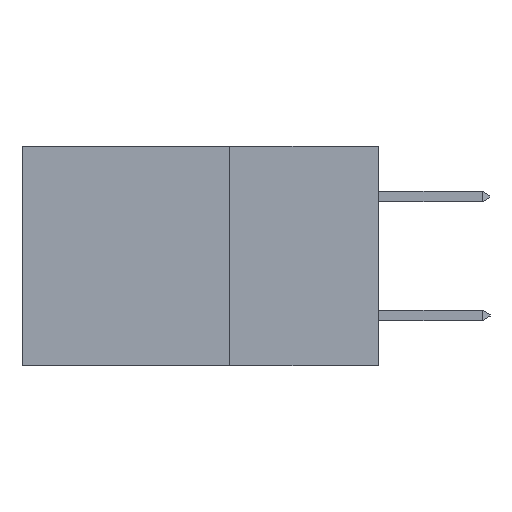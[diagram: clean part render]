
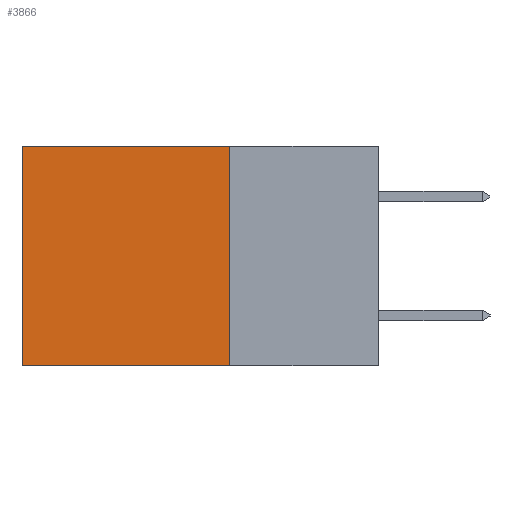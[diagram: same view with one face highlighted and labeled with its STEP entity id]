
A CAD part, left-side view. The second image highlights one B-rep face of the part: STEP entity #3866.
In plain terms, the highlighted planar face has unit normal (-1, 0, 0).
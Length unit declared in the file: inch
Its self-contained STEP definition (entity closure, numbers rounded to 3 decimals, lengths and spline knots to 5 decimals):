
#381 = CARTESIAN_POINT ( 'NONE',  ( 0.2615, 0.25, 0. ) ) ;
#1204 = VERTEX_POINT ( 'NONE', #2813 ) ;
#1437 = VECTOR ( 'NONE', #3414, 39.37008 ) ;
#1655 = VERTEX_POINT ( 'NONE', #381 ) ;
#1775 = VERTEX_POINT ( 'NONE', #7472 ) ;
#2506 = EDGE_CURVE ( 'NONE', #1655, #4821, #15800, .T. ) ;
#2755 = DIRECTION ( 'NONE',  ( 0., 1., 0. ) ) ;
#2813 = CARTESIAN_POINT ( 'NONE',  ( 0.2615, 0.6, -0.37 ) ) ;
#2824 = LINE ( 'NONE', #10738, #13369 ) ;
#3270 = ORIENTED_EDGE ( 'NONE', *, *, #14977, .F. ) ;
#3414 = DIRECTION ( 'NONE',  ( 0., 0., -1. ) ) ;
#3433 = CARTESIAN_POINT ( 'NONE',  ( 0.2615, 0.25, -0.37 ) ) ;
#3866 = ADVANCED_FACE ( 'NONE', ( #4237 ), #11683, .F. ) ;
#4237 = FACE_OUTER_BOUND ( 'NONE', #7685, .T. ) ;
#4776 = ORIENTED_EDGE ( 'NONE', *, *, #2506, .F. ) ;
#4821 = VERTEX_POINT ( 'NONE', #13394 ) ;
#4879 = ORIENTED_EDGE ( 'NONE', *, *, #15623, .T. ) ;
#5850 = DIRECTION ( 'NONE',  ( 0., 0., -1. ) ) ;
#6134 = DIRECTION ( 'NONE',  ( 0., 1., 0. ) ) ;
#6210 = CARTESIAN_POINT ( 'NONE',  ( 0.2615, 0.25, -0.37 ) ) ;
#7472 = CARTESIAN_POINT ( 'NONE',  ( 0.2615, 0.6, 0. ) ) ;
#7685 = EDGE_LOOP ( 'NONE', ( #4879, #3270, #4776, #11684 ) ) ;
#10012 = CARTESIAN_POINT ( 'NONE',  ( 0.2615, 0.6, -0.37 ) ) ;
#10672 = DIRECTION ( 'NONE',  ( 0., 0., -1. ) ) ;
#10738 = CARTESIAN_POINT ( 'NONE',  ( 0.2615, 0.25, 0. ) ) ;
#10786 = DIRECTION ( 'NONE',  ( 1., 0., 0. ) ) ;
#11133 = VECTOR ( 'NONE', #5850, 39.37008 ) ;
#11683 = PLANE ( 'NONE',  #16702 ) ;
#11684 = ORIENTED_EDGE ( 'NONE', *, *, #11693, .T. ) ;
#11693 = EDGE_CURVE ( 'NONE', #1655, #1775, #2824, .T. ) ;
#12248 = LINE ( 'NONE', #3433, #14951 ) ;
#12746 = CARTESIAN_POINT ( 'NONE',  ( 0.2615, 0.25, -0.37 ) ) ;
#13369 = VECTOR ( 'NONE', #2755, 39.37008 ) ;
#13394 = CARTESIAN_POINT ( 'NONE',  ( 0.2615, 0.25, -0.37 ) ) ;
#14951 = VECTOR ( 'NONE', #6134, 39.37008 ) ;
#14977 = EDGE_CURVE ( 'NONE', #4821, #1204, #12248, .T. ) ;
#15526 = LINE ( 'NONE', #10012, #1437 ) ;
#15623 = EDGE_CURVE ( 'NONE', #1775, #1204, #15526, .T. ) ;
#15800 = LINE ( 'NONE', #6210, #11133 ) ;
#16702 = AXIS2_PLACEMENT_3D ( 'NONE', #12746, #10786, #10672 ) ;
